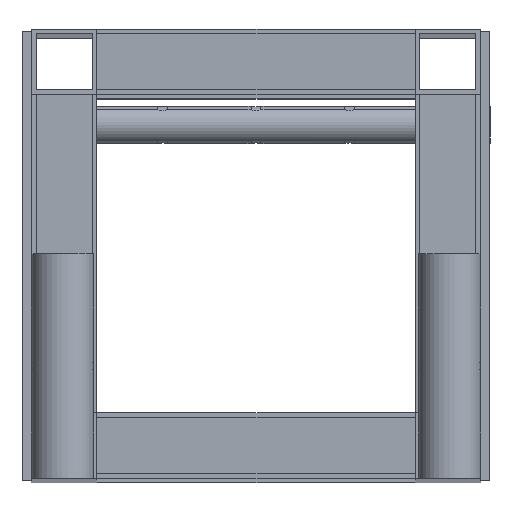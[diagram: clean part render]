
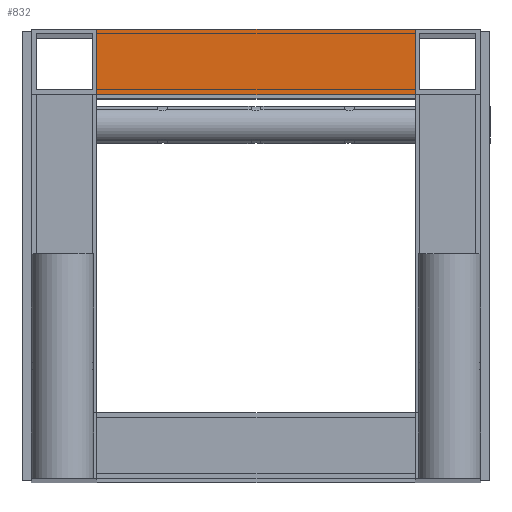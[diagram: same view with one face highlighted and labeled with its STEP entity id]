
A CAD part, top view. The second image highlights one B-rep face of the part: STEP entity #832.
In plain terms, the highlighted planar face has unit normal (0, 0, 1).
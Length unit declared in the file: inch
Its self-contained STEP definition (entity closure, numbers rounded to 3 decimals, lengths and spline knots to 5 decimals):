
#185=FACE_OUTER_BOUND('',#230,.T.);
#230=EDGE_LOOP('',(#605,#606,#607,#608));
#310=LINE('',#1353,#370);
#313=LINE('',#1358,#373);
#319=LINE('',#1370,#379);
#320=LINE('',#1372,#380);
#370=VECTOR('',#1135,39.37008);
#373=VECTOR('',#1140,39.37008);
#379=VECTOR('',#1148,39.37008);
#380=VECTOR('',#1151,39.37008);
#429=VERTEX_POINT('',#1350);
#430=VERTEX_POINT('',#1352);
#431=VERTEX_POINT('',#1356);
#436=VERTEX_POINT('',#1368);
#496=EDGE_CURVE('',#430,#429,#310,.T.);
#499=EDGE_CURVE('',#431,#429,#313,.T.);
#505=EDGE_CURVE('',#436,#431,#319,.T.);
#506=EDGE_CURVE('',#436,#430,#320,.T.);
#605=ORIENTED_EDGE('',*,*,#496,.T.);
#606=ORIENTED_EDGE('',*,*,#499,.F.);
#607=ORIENTED_EDGE('',*,*,#505,.F.);
#608=ORIENTED_EDGE('',*,*,#506,.T.);
#754=PLANE('',#1051);
#832=ADVANCED_FACE('',(#185),#754,.F.);
#1051=AXIS2_PLACEMENT_3D('',#1381,#1156,#1157);
#1135=DIRECTION('',(0.,-1.,0.));
#1140=DIRECTION('',(-1.,0.,0.));
#1148=DIRECTION('',(0.,-1.,0.));
#1151=DIRECTION('',(-1.,0.,0.));
#1156=DIRECTION('center_axis',(0.,0.,-1.));
#1157=DIRECTION('ref_axis',(-1.,0.,0.));
#1350=CARTESIAN_POINT('',(-1.75,-8.5,0.));
#1352=CARTESIAN_POINT('',(-1.75,0.,0.));
#1353=CARTESIAN_POINT('',(-1.75,-8.5,0.));
#1356=CARTESIAN_POINT('',(0.,-8.5,0.));
#1358=CARTESIAN_POINT('',(-0.875,-8.5,0.));
#1368=CARTESIAN_POINT('',(0.,0.,0.));
#1370=CARTESIAN_POINT('',(0.,-8.5,0.));
#1372=CARTESIAN_POINT('',(-0.875,0.,0.));
#1381=CARTESIAN_POINT('Origin',(-0.875,-8.5,0.));
